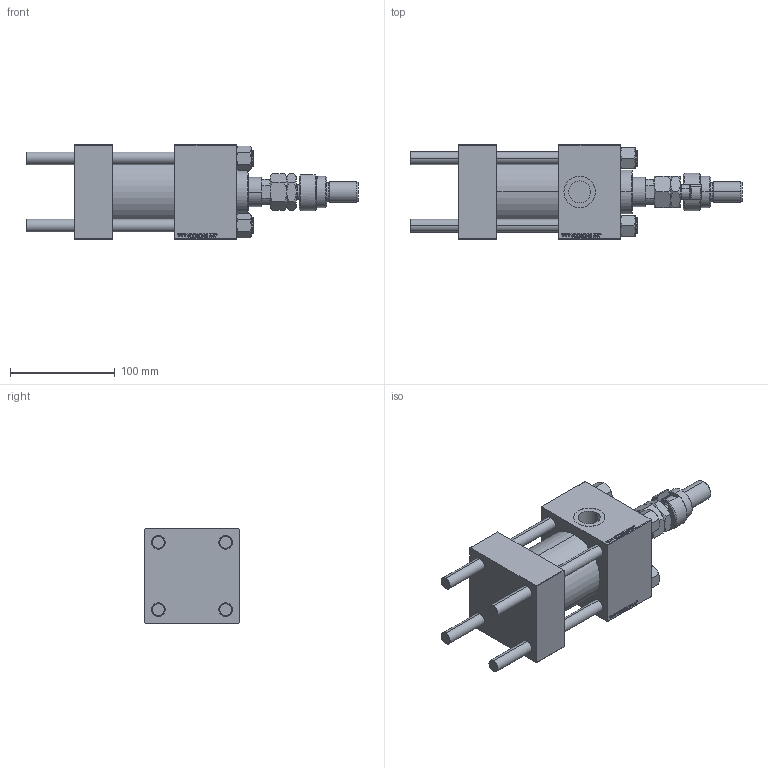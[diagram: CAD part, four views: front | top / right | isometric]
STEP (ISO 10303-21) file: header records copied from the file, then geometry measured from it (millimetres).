
FILE_DESCRIPTION (( 'STEP AP203' ), '1' );
FILE_NAME ('0c6f.STEP', '2023-08-23T02:34:57', ( '' ), ( '' ), 'SwSTEP 2.0', 'SolidWorks 2019', '' );
FILE_SCHEMA (( 'CONFIG_CONTROL_DESIGN' ));
Length unit declared in the file: millimetre
Products named in the file (9): NUT_M5 2dbdbd0ffff0098b0fa9a7ec966ac798; MFA 2dbdbd0ffff0098b0fa9a7ec966ac798; DFA 2dbdbd0ffff0098b0fa9a7ec966ac798; V215_VC_A 2dbdbd0ffff0098b0fa9a7ec966ac798; V215CR_BODY_A 2dbdbd0ffff0098b0fa9a7ec966ac798; 0c6f; FEMALE_PART_FOR_DFA 2dbdbd0ffff0098b0fa9a7ec966ac798; CR025_012_A_0_G_A_G_M_020_+#_##_TYCINKA 2dbdbd0ffff0098b0fa9a7ec966ac798; V215CR_VCP 2dbdbd0ffff0098b0fa9a7ec966ac798
Assembly tree (14 placements, depth 3):
  0c6f
    V215CR_BODY_A 2dbdbd0ffff0098b0fa9a7ec966ac798
    CR025_012_A_0_G_A_G_M_020_+#_##_TYCINKA 2dbdbd0ffff0098b0fa9a7ec966ac798  x4
    NUT_M5 2dbdbd0ffff0098b0fa9a7ec966ac798  x4
    V215CR_VCP 2dbdbd0ffff0098b0fa9a7ec966ac798
    V215_VC_A 2dbdbd0ffff0098b0fa9a7ec966ac798
    DFA 2dbdbd0ffff0098b0fa9a7ec966ac798
      FEMALE_PART_FOR_DFA 2dbdbd0ffff0098b0fa9a7ec966ac798
      MFA 2dbdbd0ffff0098b0fa9a7ec966ac798
Bounding box: 317 x 90 x 90 mm (x, y, z)
Volume: 1029234.8 mm3; surface area: 208925.1 mm2
Topology: 13 solids, 13 shells, 1219 faces, 3035 edges, 1954 vertices
Faces by surface type: plane 547, bspline 392, cone 176, cylinder 92, torus 12
Entity records: 52650 total; most frequent: CARTESIAN_POINT 27707, ORIENTED_EDGE 5562, DIRECTION 3615, EDGE_CURVE 2781, VERTEX_POINT 1810, LINE 1643, VECTOR 1643, EDGE_LOOP 1231
